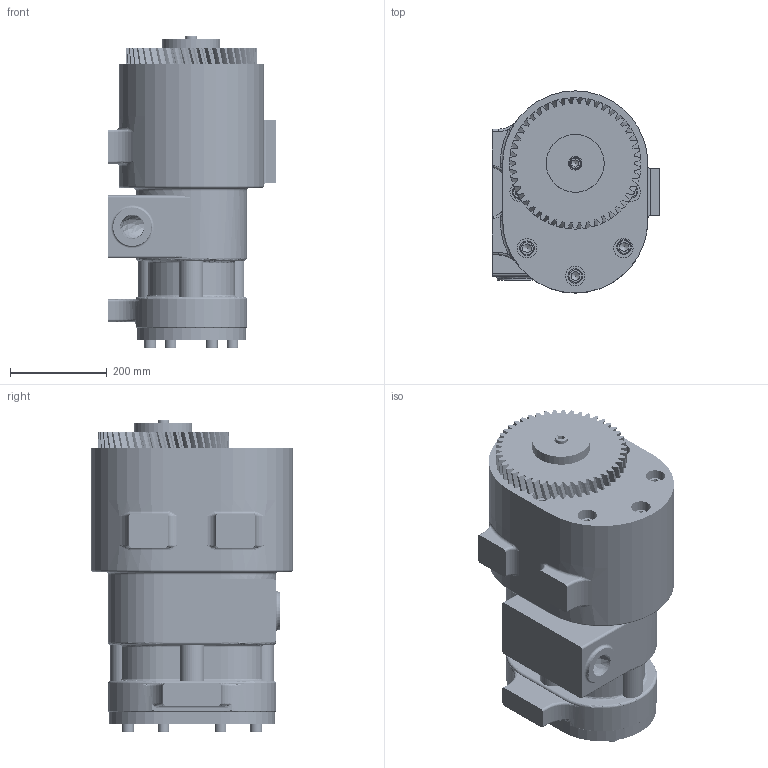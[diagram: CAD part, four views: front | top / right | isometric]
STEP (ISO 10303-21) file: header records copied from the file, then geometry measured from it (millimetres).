
FILE_DESCRIPTION(/* description */ (''),/* implementation_level */ '2;1');
FILE_NAME(/* name */ 'AIR SECREW COMPRESOR.stp',/* time_stamp */ '2022-01-18T09:19:24+07:00',/* author */ ('stema-30'),/* organization */ (''),/* preprocessor_version */ 'ST-DEVELOPER v18.1',/* originating_system */ 'Autodesk Inventor 2021',/* authorisation */ '');
FILE_SCHEMA (('AUTOMOTIVE_DESIGN { 1 0 10303 214 3 1 1 }'));
Products named in the file (22): AIR SECREW COMPRESOR; 2; 4; 6; 7; 8; 10; 12; 17; GEAR(3); Spur Gears; Spur Gear1; 16; 18; 14; Compress Spring1; ISO 4762 - M16 x 25; ISO 4762 - M20 x 30; ISO 4762 - M12 x 25; ISO 4762 - M24 x 40; ISO 3030 - 71 C - 65 x 71 x 35; ISO 3030 - 61 C - 65 x 71 x 30
Assembly tree (52 placements, depth 4):
  AIR SECREW COMPRESOR
    2
    4
    6
    7
    8
    10
    12
    14  x2
    17
    GEAR(3)
      Spur Gears
        Spur Gear1
    16
    18
    Compress Spring1  x2
    ISO 4762 - M16 x 25  x9
    ISO 4762 - M20 x 30  x8
    ISO 4762 - M12 x 25  x4
    ISO 4762 - M24 x 40  x8
    ISO 3030 - 61 C - 65 x 71 x 30  x2
    ISO 3030 - 71 C - 65 x 71 x 35  x4
Bounding box: 346.79 x 418 x 646 mm (x, y, z)
Volume: 47342279.9 mm3; surface area: 3285806.2 mm2
Topology: 267 solids, 267 shells, 2679 faces, 6911 edges, 4801 vertices
Faces by surface type: cylinder 960, plane 860, sphere 432, bspline 220, cone 116, torus 91
Full cylindrical faces by diameter (mm): 3 x216, 10.106 x4, 12 x8, 16 x13, 17.294 x4, 17.835 x9, 18 x4, 20 x9, 22 x8, 24 x33, 24.376 x16, 28 x1, 30 x8, 36 x8, 40 x16, 50 x1, 64 x3, 65 x11, 71 x6, 72 x2, 74 x2, 79 x1, 80 x3, 88 x1, 92 x4, 100 x2, 120 x2, 160 x2
Entity records: 51163 total; most frequent: CARTESIAN_POINT 19008, DIRECTION 6555, ORIENTED_EDGE 6470, EDGE_CURVE 3235, AXIS2_PLACEMENT_3D 2846, VERTEX_POINT 2233, CIRCLE 1734, EDGE_LOOP 1546
